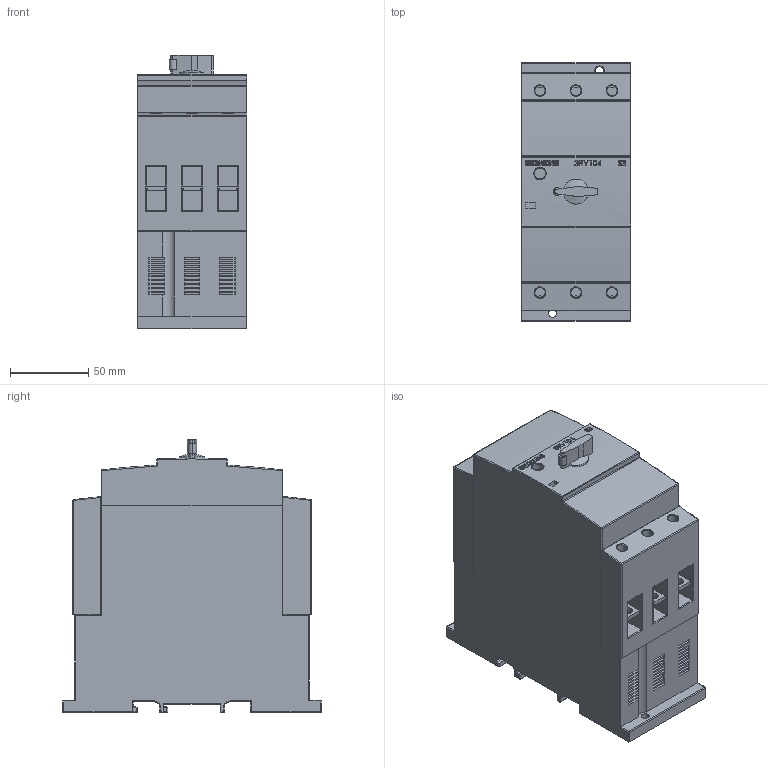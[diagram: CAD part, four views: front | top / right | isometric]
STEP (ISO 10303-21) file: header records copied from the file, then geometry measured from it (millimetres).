
FILE_DESCRIPTION (( 'STEP AP214' ), '1' );
FILE_NAME ('3RV104_ohne_Hilfss.stp', '2012-01-18T14:29:08', ( 'Henle' ), ( 'Siemens and Partners' ), 'SwSTEP 2.0', 'SolidWorks 2012', '' );
FILE_SCHEMA (( 'AUTOMOTIVE_DESIGN' ));
Length unit declared in the file: millimetre
Products named in the file (1): 3RV104_ohne_Hilfss
Bounding box: 70 x 165 x 174.56 mm (x, y, z)
Volume: 1558032.2 mm3; surface area: 135890.7 mm2
Topology: 1 solids, 1 shells, 938 faces, 2480 edges, 1580 vertices
Faces by surface type: plane 614, cylinder 171, bspline 149, cone 2, sphere 2
Entity records: 44678 total; most frequent: CARTESIAN_POINT 12406, ORIENTED_EDGE 4906, DIRECTION 3997, EDGE_CURVE 2453, LINE 1805, VECTOR 1805, VERTEX_POINT 1580, AXIS2_PLACEMENT_3D 1096
